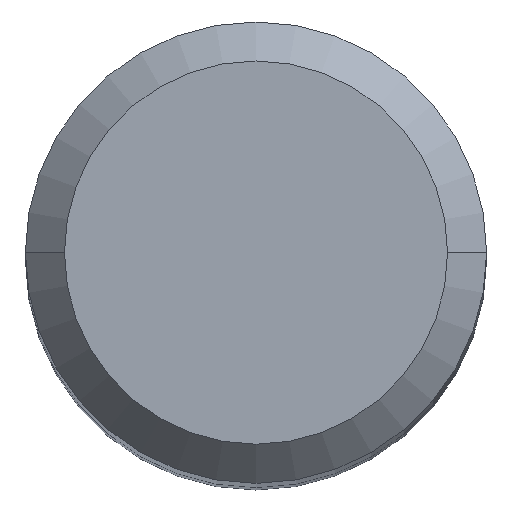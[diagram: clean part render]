
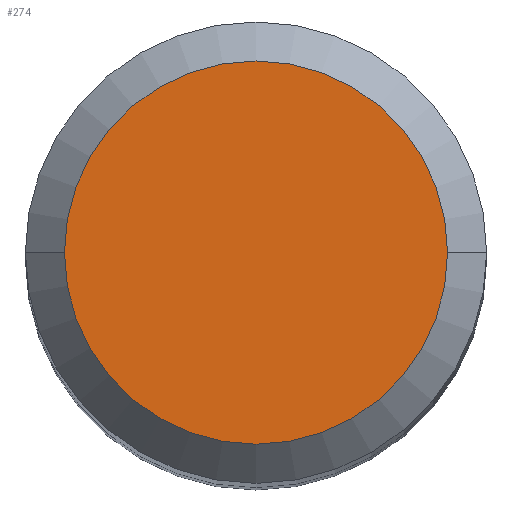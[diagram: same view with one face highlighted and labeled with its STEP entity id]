
A CAD part, top view. The second image highlights one B-rep face of the part: STEP entity #274.
In plain terms, the highlighted planar face has unit normal (0, 0, 1).
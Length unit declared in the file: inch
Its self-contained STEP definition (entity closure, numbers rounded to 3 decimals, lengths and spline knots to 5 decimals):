
#14 = CARTESIAN_POINT ( 'NONE',  ( 0., 0.0981, 0. ) ) ;
#42 = CARTESIAN_POINT ( 'NONE',  ( 0.0981, 0., 0. ) ) ;
#58 = VERTEX_POINT ( 'NONE', #42 ) ;
#66 = ORIENTED_EDGE ( 'NONE', *, *, #319, .T. ) ;
#91 = CIRCLE ( 'NONE', #351, 0.0981 ) ;
#106 = DIRECTION ( 'NONE',  ( 1., 0., 0. ) ) ;
#112 = EDGE_LOOP ( 'NONE', ( #354, #66 ) ) ;
#124 = DIRECTION ( 'NONE',  ( 0., 0., -1. ) ) ;
#161 = DIRECTION ( 'NONE',  ( 0., 0., 1. ) ) ;
#162 = DIRECTION ( 'NONE',  ( 0., 0., 1. ) ) ;
#195 = EDGE_CURVE ( 'NONE', #296, #58, #91, .T. ) ;
#198 = CARTESIAN_POINT ( 'NONE',  ( 0., 0., 0. ) ) ;
#199 = AXIS2_PLACEMENT_3D ( 'NONE', #198, #162, #340 ) ;
#201 = DIRECTION ( 'NONE',  ( -1., 0., 0. ) ) ;
#210 = FACE_OUTER_BOUND ( 'NONE', #112, .T. ) ;
#221 = CIRCLE ( 'NONE', #199, 0.0981 ) ;
#225 = CARTESIAN_POINT ( 'NONE',  ( 0., 0., 0. ) ) ;
#274 = ADVANCED_FACE ( 'NONE', ( #210 ), #353, .F. ) ;
#280 = AXIS2_PLACEMENT_3D ( 'NONE', #14, #124, #201 ) ;
#296 = VERTEX_POINT ( 'NONE', #328 ) ;
#319 = EDGE_CURVE ( 'NONE', #58, #296, #221, .T. ) ;
#328 = CARTESIAN_POINT ( 'NONE',  ( -0.0981, 0., 0. ) ) ;
#340 = DIRECTION ( 'NONE',  ( 1., 0., 0. ) ) ;
#351 = AXIS2_PLACEMENT_3D ( 'NONE', #225, #161, #106 ) ;
#353 = PLANE ( 'NONE',  #280 ) ;
#354 = ORIENTED_EDGE ( 'NONE', *, *, #195, .T. ) ;
